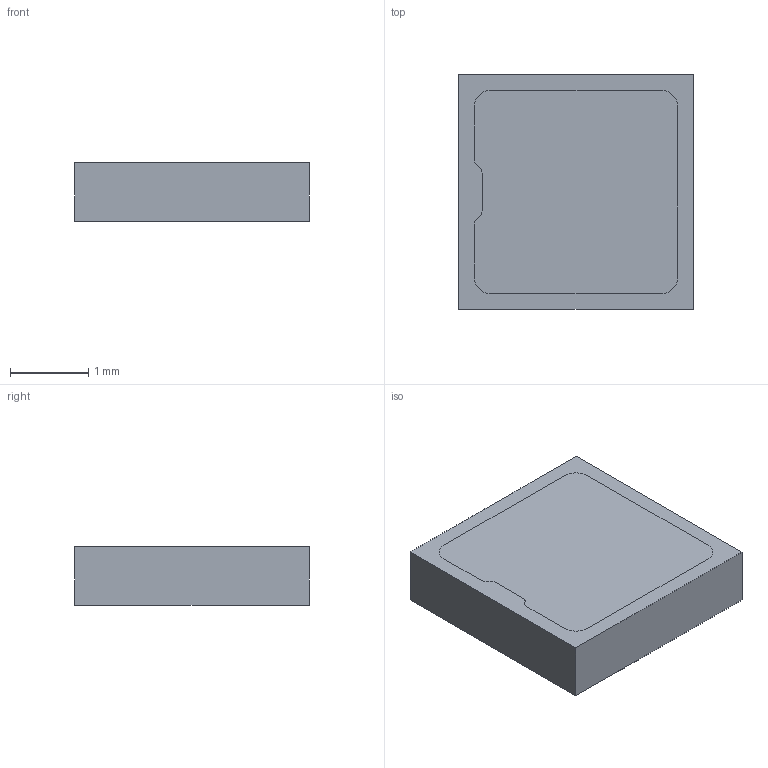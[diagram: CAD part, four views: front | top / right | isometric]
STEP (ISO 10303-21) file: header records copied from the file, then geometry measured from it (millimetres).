
FILE_DESCRIPTION (( 'STEP AP214' ), '1' );
FILE_NAME ('NF2W757G-MT.STEP', '2019-01-07T05:38:54', ( '' ), ( '' ), 'SwSTEP 2.0', 'SolidWorks 2016', '' );
FILE_SCHEMA (( 'AUTOMOTIVE_DESIGN' ));
Length unit declared in the file: millimetre
Products named in the file (3): 2; NF2W757G-MT; 1
Assembly tree (2 placements, depth 2):
  NF2W757G-MT
    1
    2
Bounding box: 3 x 3 x 0.75 mm (x, y, z)
Volume: 6.8 mm3; surface area: 41.3 mm2
Topology: 2 solids, 2 shells, 61 faces, 156 edges, 104 vertices
Faces by surface type: plane 41, cylinder 20
Entity records: 1960 total; most frequent: DIRECTION 328, CARTESIAN_POINT 326, ORIENTED_EDGE 312, EDGE_CURVE 156, VECTOR 116, LINE 116, AXIS2_PLACEMENT_3D 106, VERTEX_POINT 104
